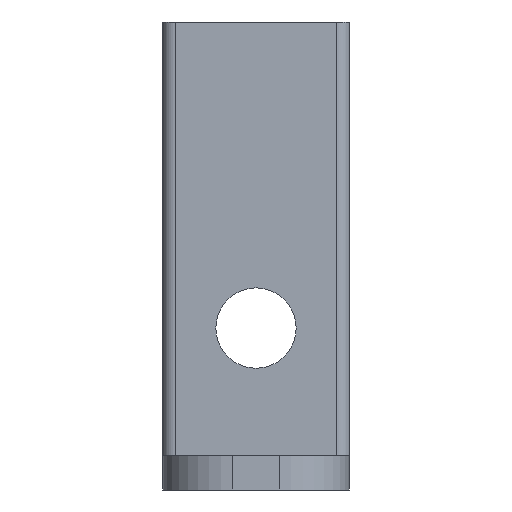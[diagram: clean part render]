
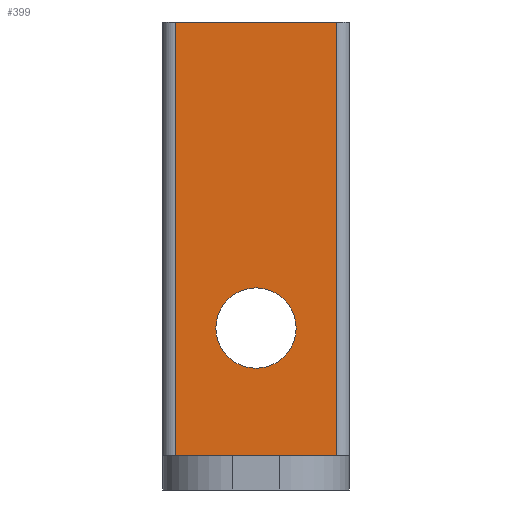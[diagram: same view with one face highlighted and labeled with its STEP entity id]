
A CAD part, left-side view. The second image highlights one B-rep face of the part: STEP entity #399.
In plain terms, the highlighted planar face has unit normal (-1, 0, 0).
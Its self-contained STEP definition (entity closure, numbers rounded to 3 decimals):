
#15=FACE_BOUND('',#61,.T.);
#21=PLANE('',#444);
#39=FACE_OUTER_BOUND('',#60,.T.);
#60=EDGE_LOOP('',(#316,#317,#318,#319));
#61=EDGE_LOOP('',(#320));
#91=LINE('',#627,#134);
#99=LINE('',#647,#142);
#100=LINE('',#649,#143);
#101=LINE('',#650,#144);
#134=VECTOR('',#505,10.);
#142=VECTOR('',#523,10.);
#143=VECTOR('',#526,10.);
#144=VECTOR('',#527,10.);
#171=CIRCLE('',#445,3.15);
#194=VERTEX_POINT('',#624);
#195=VERTEX_POINT('',#626);
#201=VERTEX_POINT('',#643);
#202=VERTEX_POINT('',#645);
#203=VERTEX_POINT('',#651);
#236=EDGE_CURVE('',#194,#195,#91,.T.);
#247=EDGE_CURVE('',#202,#201,#99,.T.);
#248=EDGE_CURVE('',#201,#194,#100,.T.);
#249=EDGE_CURVE('',#195,#202,#101,.T.);
#250=EDGE_CURVE('',#203,#203,#171,.T.);
#316=ORIENTED_EDGE('',*,*,#236,.F.);
#317=ORIENTED_EDGE('',*,*,#248,.F.);
#318=ORIENTED_EDGE('',*,*,#247,.F.);
#319=ORIENTED_EDGE('',*,*,#249,.F.);
#320=ORIENTED_EDGE('',*,*,#250,.T.);
#399=ADVANCED_FACE('',(#39,#15),#21,.T.);
#444=AXIS2_PLACEMENT_3D('',#648,#524,#525);
#445=AXIS2_PLACEMENT_3D('',#652,#528,#529);
#505=DIRECTION('',(0.,0.,-1.));
#523=DIRECTION('',(0.,0.,1.));
#524=DIRECTION('center_axis',(-1.,0.,0.));
#525=DIRECTION('ref_axis',(0.,-1.,0.));
#526=DIRECTION('',(0.,-1.,0.));
#527=DIRECTION('',(0.,1.,0.));
#528=DIRECTION('center_axis',(1.,0.,0.));
#529=DIRECTION('ref_axis',(0.,-1.,0.));
#624=CARTESIAN_POINT('',(-69.4,36.36,36.7));
#626=CARTESIAN_POINT('',(-69.4,36.36,2.7));
#627=CARTESIAN_POINT('',(-69.4,36.36,0.));
#643=CARTESIAN_POINT('',(-69.4,49.,36.7));
#645=CARTESIAN_POINT('',(-69.4,49.,2.7));
#647=CARTESIAN_POINT('',(-69.4,49.,0.));
#648=CARTESIAN_POINT('Origin',(-69.4,50.,0.));
#649=CARTESIAN_POINT('',(-69.4,50.,36.7));
#650=CARTESIAN_POINT('',(-69.4,50.,2.7));
#651=CARTESIAN_POINT('',(-69.4,45.83,12.7));
#652=CARTESIAN_POINT('Origin',(-69.4,42.68,12.7));
